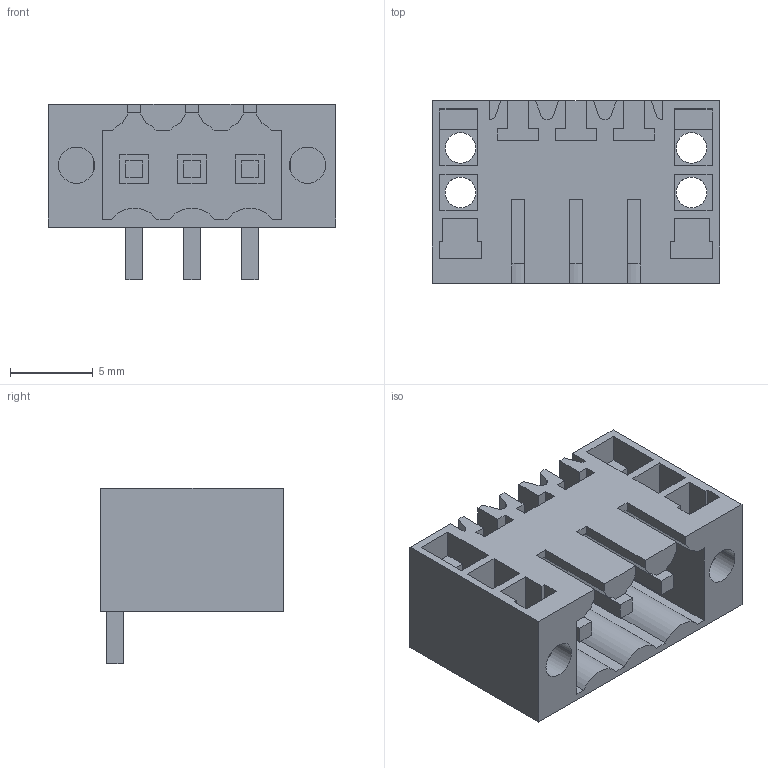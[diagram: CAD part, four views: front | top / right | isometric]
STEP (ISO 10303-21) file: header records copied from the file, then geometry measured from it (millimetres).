
FILE_DESCRIPTION(('CATIA V5 STEP Exchange','CAx-IF Rec.Pracs.--- Model Styling and Organization---1.2---2011-12-15'),'2;1');
FILE_NAME ('D1453280_0_1607050000_1607050000.stp','2018-03-06T11:39:26+00:00',('none'),('Weidmueller'),'CATIA Version 5-6 Release 2014','CATIA V5 STEP AP214','none');
FILE_SCHEMA(('AUTOMOTIVE_DESIGN { 1 0 10303 214 1 1 1 1 }'));
Length unit declared in the file: millimetre
Products named in the file (1): 1607050000
Bounding box: 17.4 x 11.05 x 10.65 mm (x, y, z)
Volume: 684.1 mm3; surface area: 1914.9 mm2
Topology: 4 solids, 4 shells, 250 faces, 708 edges, 472 vertices
Faces by surface type: plane 221, cylinder 29
Entity records: 7686 total; most frequent: ORIENTED_EDGE 1416, CARTESIAN_POINT 1367, DIRECTION 1080, EDGE_CURVE 708, VECTOR 644, LINE 644, VERTEX_POINT 472, EDGE_LOOP 280
